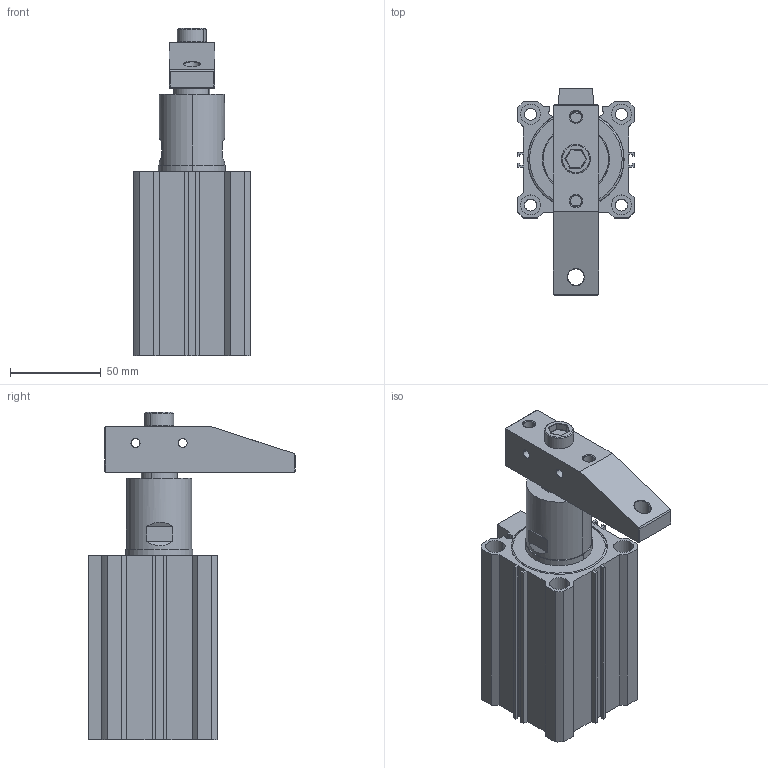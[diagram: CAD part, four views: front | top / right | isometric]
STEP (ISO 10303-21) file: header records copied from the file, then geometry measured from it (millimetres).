
FILE_DESCRIPTION (( 'STEP AP214' ), '1' );
FILE_NAME ('PBS-50感应式转角缸三维图.STEP', '2019-05-15T12:25:52', ( '' ), ( '' ), 'SwSTEP 2.0', 'SolidWorks 2016', '' );
FILE_SCHEMA (( 'AUTOMOTIVE_DESIGN' ));
Length unit declared in the file: millimetre
Products named in the file (8): PBS50ヶ裔; M12螺_默认; 錨璃4; PBS50掛极; 压臂_默认_2; 都_默认; PBS-50感应式转角缸三维图; PBL50活塞
Assembly tree (8 placements, depth 2):
  PBS-50感应式转角缸三维图
    都_默认  x2
    压臂_默认_2
    PBS50掛极
    錨璃4
    M12螺_默认
    PBS50ヶ裔
    PBL50活塞
Bounding box: 64 x 113.78 x 180.5 mm (x, y, z)
Volume: 395799.6 mm3; surface area: 114971.4 mm2
Topology: 8 solids, 8 shells, 346 faces, 861 edges, 554 vertices
Faces by surface type: cylinder 145, plane 132, cone 51, bspline 18
Entity records: 11622 total; most frequent: CARTESIAN_POINT 3401, ORIENTED_EDGE 1666, DIRECTION 1640, EDGE_CURVE 833, AXIS2_PLACEMENT_3D 592, VERTEX_POINT 536, VECTOR 456, LINE 456
